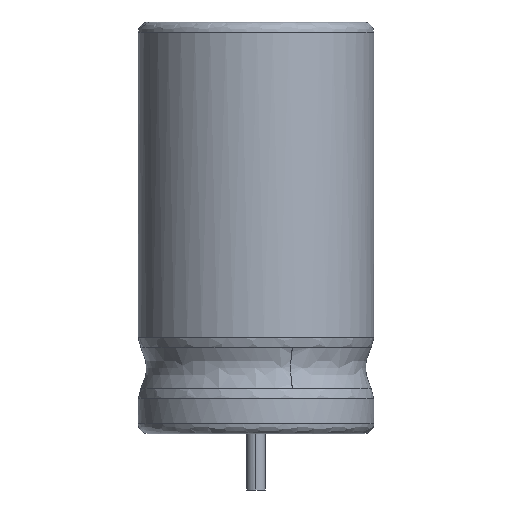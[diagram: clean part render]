
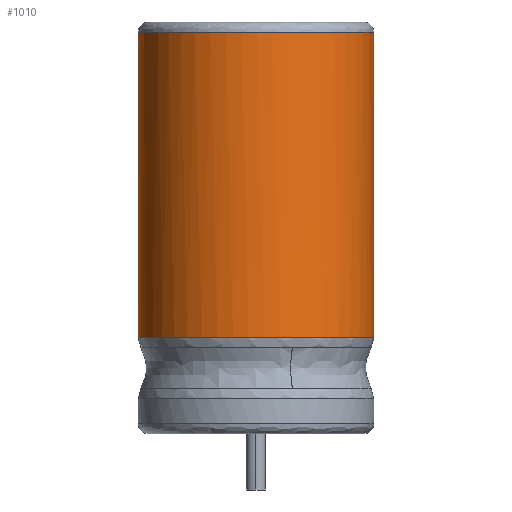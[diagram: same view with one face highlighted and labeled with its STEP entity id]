
A CAD part, left-side view. The second image highlights one B-rep face of the part: STEP entity #1010.
In plain terms, the highlighted free-form (B-spline) face has degree [2, 1] with [9, 2] control points.
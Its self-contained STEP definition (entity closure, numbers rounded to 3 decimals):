
#116=B_SPLINE_CURVE_WITH_KNOTS('',1,(#3197,#3198),.UNSPECIFIED.,.F.,.F.,
(2,2),(0.,8.142),.UNSPECIFIED.);
#117=B_SPLINE_CURVE_WITH_KNOTS('',1,(#3208,#3209),.UNSPECIFIED.,.F.,.F.,
(2,2),(-8.142,0.),.UNSPECIFIED.);
#1010=ADVANCED_FACE('',(#1079),#2354,.T.);
#1079=FACE_OUTER_BOUND('',#1148,.T.);
#1148=EDGE_LOOP('',(#1249,#1250,#1251,#1252));
#1249=ORIENTED_EDGE('',*,*,#1571,.T.);
#1250=ORIENTED_EDGE('',*,*,#1572,.T.);
#1251=ORIENTED_EDGE('',*,*,#1573,.T.);
#1252=ORIENTED_EDGE('',*,*,#1574,.T.);
#1571=EDGE_CURVE('',#2066,#2067,#1865,.T.);
#1572=EDGE_CURVE('',#2067,#2068,#116,.T.);
#1573=EDGE_CURVE('',#2068,#2069,#1866,.T.);
#1574=EDGE_CURVE('',#2069,#2066,#117,.T.);
#1865=(
BOUNDED_CURVE()
B_SPLINE_CURVE(2,(#3188,#3189,#3190,#3191,#3192,#3193,#3194,#3195,#3196),
 .UNSPECIFIED.,.F.,.F.)
B_SPLINE_CURVE_WITH_KNOTS((3,2,2,2,3),(0.,4.398,8.796,
13.195,17.593),.UNSPECIFIED.)
CURVE()
GEOMETRIC_REPRESENTATION_ITEM()
RATIONAL_B_SPLINE_CURVE((1.,0.766,1.,0.766,1.,0.766,
1.,0.766,1.))
REPRESENTATION_ITEM('')
);
#1866=(
BOUNDED_CURVE()
B_SPLINE_CURVE(2,(#3199,#3200,#3201,#3202,#3203,#3204,#3205,#3206,#3207),
 .UNSPECIFIED.,.F.,.F.)
B_SPLINE_CURVE_WITH_KNOTS((3,2,2,2,3),(0.,4.398,8.796,
13.195,17.593),.UNSPECIFIED.)
CURVE()
GEOMETRIC_REPRESENTATION_ITEM()
RATIONAL_B_SPLINE_CURVE((1.,0.766,1.,0.766,1.,0.766,
1.,0.766,1.))
REPRESENTATION_ITEM('')
);
#2066=VERTEX_POINT('',#3184);
#2067=VERTEX_POINT('',#3185);
#2068=VERTEX_POINT('',#3186);
#2069=VERTEX_POINT('',#3187);
#2354=(
BOUNDED_SURFACE()
B_SPLINE_SURFACE(2,1,((#3166,#3167),(#3168,#3169),(#3170,#3171),(#3172,
#3173),(#3174,#3175),(#3176,#3177),(#3178,#3179),(#3180,#3181),(#3182,#3183)),
 .UNSPECIFIED.,.T.,.F.,.F.)
B_SPLINE_SURFACE_WITH_KNOTS((3,2,2,2,3),(2,2),(0.,1.571,3.142,
4.712,6.283),(0.,9.771),.UNSPECIFIED.)
GEOMETRIC_REPRESENTATION_ITEM()
RATIONAL_B_SPLINE_SURFACE(((1.,1.),(0.707,0.707),
(1.,1.),(0.707,0.707),(1.,1.),(0.707,
0.707),(1.,1.),(0.707,0.707),(1.,1.)))
REPRESENTATION_ITEM('')
SURFACE()
);
#3166=CARTESIAN_POINT('',(3.15,0.,-1.71));
#3167=CARTESIAN_POINT('',(3.15,0.,8.061));
#3168=CARTESIAN_POINT('',(3.15,3.15,-1.71));
#3169=CARTESIAN_POINT('',(3.15,3.15,8.061));
#3170=CARTESIAN_POINT('',(0.,3.15,-1.71));
#3171=CARTESIAN_POINT('',(0.,3.15,8.061));
#3172=CARTESIAN_POINT('',(-3.15,3.15,-1.71));
#3173=CARTESIAN_POINT('',(-3.15,3.15,8.061));
#3174=CARTESIAN_POINT('',(-3.15,0.,-1.71));
#3175=CARTESIAN_POINT('',(-3.15,0.,8.061));
#3176=CARTESIAN_POINT('',(-3.15,-3.15,-1.71));
#3177=CARTESIAN_POINT('',(-3.15,-3.15,8.061));
#3178=CARTESIAN_POINT('',(0.,-3.15,-1.71));
#3179=CARTESIAN_POINT('',(0.,-3.15,8.061));
#3180=CARTESIAN_POINT('',(3.15,-3.15,-1.71));
#3181=CARTESIAN_POINT('',(3.15,-3.15,8.061));
#3182=CARTESIAN_POINT('',(3.15,0.,-1.71));
#3183=CARTESIAN_POINT('',(3.15,0.,8.061));
#3184=CARTESIAN_POINT('',(2.96,-1.077,7.246));
#3185=CARTESIAN_POINT('',(2.96,1.077,7.246));
#3186=CARTESIAN_POINT('',(2.96,1.077,-0.896));
#3187=CARTESIAN_POINT('',(2.96,-1.077,-0.896));
#3188=CARTESIAN_POINT('',(2.96,-1.077,7.246));
#3189=CARTESIAN_POINT('',(2.056,-3.561,7.246));
#3190=CARTESIAN_POINT('',(-0.547,-3.102,7.246));
#3191=CARTESIAN_POINT('',(-3.15,-2.643,7.246));
#3192=CARTESIAN_POINT('',(-3.15,0.,7.246));
#3193=CARTESIAN_POINT('',(-3.15,2.643,7.246));
#3194=CARTESIAN_POINT('',(-0.547,3.102,7.246));
#3195=CARTESIAN_POINT('',(2.056,3.561,7.246));
#3196=CARTESIAN_POINT('',(2.96,1.077,7.246));
#3197=CARTESIAN_POINT('',(2.96,1.077,7.246));
#3198=CARTESIAN_POINT('',(2.96,1.077,-0.896));
#3199=CARTESIAN_POINT('',(2.96,1.077,-0.896));
#3200=CARTESIAN_POINT('',(2.056,3.561,-0.896));
#3201=CARTESIAN_POINT('',(-0.547,3.102,-0.896));
#3202=CARTESIAN_POINT('',(-3.15,2.643,-0.896));
#3203=CARTESIAN_POINT('',(-3.15,0.,-0.896));
#3204=CARTESIAN_POINT('',(-3.15,-2.643,-0.896));
#3205=CARTESIAN_POINT('',(-0.547,-3.102,-0.896));
#3206=CARTESIAN_POINT('',(2.056,-3.561,-0.896));
#3207=CARTESIAN_POINT('',(2.96,-1.077,-0.896));
#3208=CARTESIAN_POINT('',(2.96,-1.077,-0.896));
#3209=CARTESIAN_POINT('',(2.96,-1.077,7.246));
